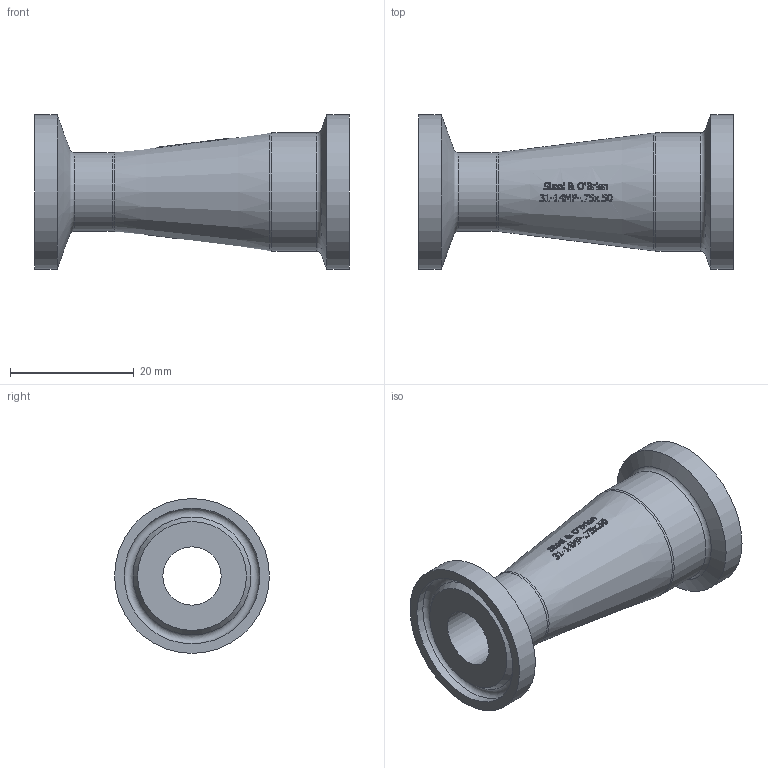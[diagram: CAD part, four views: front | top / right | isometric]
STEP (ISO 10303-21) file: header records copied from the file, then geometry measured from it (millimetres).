
FILE_DESCRIPTION(/* description */ (''),/* implementation_level */ '2;1');
FILE_NAME(/* name */ '31-14MP-.75X.50.stp',/* time_stamp */ '2021-06-28T09:03:07-04:00',/* author */ ('rick'),/* organization */ (''),/* preprocessor_version */ 'ST-DEVELOPER v18',/* originating_system */ 'Autodesk Inventor 2020',/* authorisation */ '');
FILE_SCHEMA (('AUTOMOTIVE_DESIGN { 1 0 10303 214 3 1 1 }'));
Length unit declared in the file: inch
Products named in the file (1): 31-14MP-.75X.50
Bounding box: 50.8 x 24.99 x 24.99 mm (x, y, z)
Volume: 5792.8 mm3; surface area: 6176.9 mm2
Topology: 1 solids, 1 shells, 444 faces, 1224 edges, 824 vertices
Faces by surface type: plane 196, bspline 186, cone 46, torus 8, cylinder 8
Full cylindrical faces by diameter (mm): 9.398 x1, 12.7 x1, 15.684 x1, 19.05 x1, 21.895 x2, 24.994 x2
Entity records: 18233 total; most frequent: CARTESIAN_POINT 7803, ORIENTED_EDGE 2448, DIRECTION 1650, EDGE_CURVE 1224, VERTEX_POINT 824, LINE 572, VECTOR 572, AXIS2_PLACEMENT_3D 539
